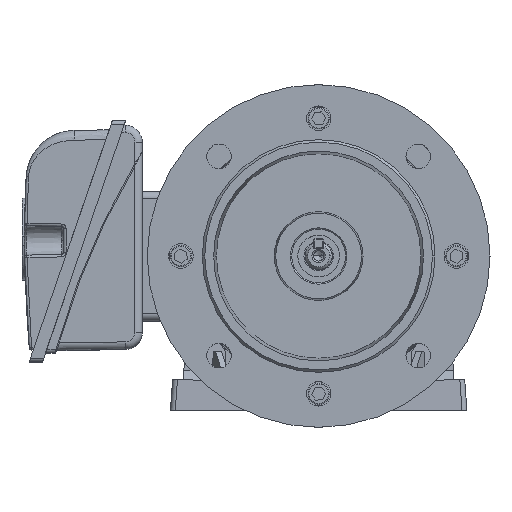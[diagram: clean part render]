
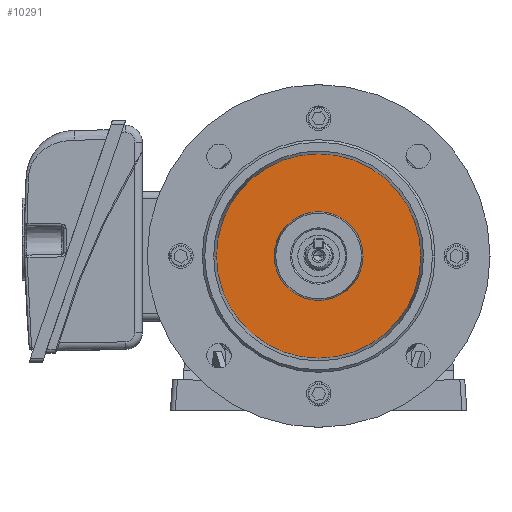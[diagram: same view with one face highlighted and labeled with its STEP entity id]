
A CAD part, top view. The second image highlights one B-rep face of the part: STEP entity #10291.
In plain terms, the highlighted face is planar.
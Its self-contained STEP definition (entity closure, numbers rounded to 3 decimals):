
#114 = EDGE_LOOP ( 'NONE', ( #29034, #38956 ) ) ;
#1610 = VERTEX_POINT ( 'NONE', #24606 ) ;
#2923 = VERTEX_POINT ( 'NONE', #39914 ) ;
#3194 = EDGE_CURVE ( 'NONE', #9658, #1610, #22526, .T. ) ;
#3807 = ORIENTED_EDGE ( 'NONE', *, *, #16142, .F. ) ;
#4128 = CARTESIAN_POINT ( 'NONE',  ( -18.117, 0., -3.501 ) ) ;
#4129 = CIRCLE ( 'NONE', #47453, 41.735 ) ;
#4244 = PLANE ( 'NONE',  #13357 ) ;
#4892 = CARTESIAN_POINT ( 'NONE',  ( 0., 0., -3.501 ) ) ;
#5064 = AXIS2_PLACEMENT_3D ( 'NONE', #50213, #54572, #28631 ) ;
#5311 = DIRECTION ( 'NONE',  ( 1., 0., 0. ) ) ;
#8603 = CARTESIAN_POINT ( 'NONE',  ( 0., 18.117, -3.501 ) ) ;
#9610 = DIRECTION ( 'NONE',  ( 1., 0., 0. ) ) ;
#9658 = VERTEX_POINT ( 'NONE', #4128 ) ;
#9761 = EDGE_CURVE ( 'NONE', #1610, #9658, #40434, .T. ) ;
#10291 = ADVANCED_FACE ( 'NONE', ( #35668, #24024 ), #4244, .F. ) ;
#13357 = AXIS2_PLACEMENT_3D ( 'NONE', #8603, #34550, #48146 ) ;
#16142 = EDGE_CURVE ( 'NONE', #25956, #2923, #33994, .T. ) ;
#16611 = AXIS2_PLACEMENT_3D ( 'NONE', #4892, #22404, #9610 ) ;
#22404 = DIRECTION ( 'NONE',  ( 0., 0., 1. ) ) ;
#22526 = CIRCLE ( 'NONE', #5064, 18.117 ) ;
#23024 = CARTESIAN_POINT ( 'NONE',  ( 0., 0., -3.501 ) ) ;
#24024 = FACE_BOUND ( 'NONE', #114, .T. ) ;
#24606 = CARTESIAN_POINT ( 'NONE',  ( 18.117, 0., -3.501 ) ) ;
#25329 = AXIS2_PLACEMENT_3D ( 'NONE', #23024, #52566, #5311 ) ;
#25956 = VERTEX_POINT ( 'NONE', #55597 ) ;
#27416 = EDGE_CURVE ( 'NONE', #2923, #25956, #4129, .T. ) ;
#28631 = DIRECTION ( 'NONE',  ( 1., 0., 0. ) ) ;
#29034 = ORIENTED_EDGE ( 'NONE', *, *, #9761, .T. ) ;
#29691 = DIRECTION ( 'NONE',  ( 1., 0., 0. ) ) ;
#30066 = EDGE_LOOP ( 'NONE', ( #3807, #43528 ) ) ;
#33994 = CIRCLE ( 'NONE', #25329, 41.735 ) ;
#34067 = DIRECTION ( 'NONE',  ( 0., 0., 1. ) ) ;
#34550 = DIRECTION ( 'NONE',  ( 0., 0., 1. ) ) ;
#35668 = FACE_OUTER_BOUND ( 'NONE', #30066, .T. ) ;
#38956 = ORIENTED_EDGE ( 'NONE', *, *, #3194, .T. ) ;
#39914 = CARTESIAN_POINT ( 'NONE',  ( 41.735, 0., -3.501 ) ) ;
#40434 = CIRCLE ( 'NONE', #16611, 18.117 ) ;
#43336 = CARTESIAN_POINT ( 'NONE',  ( 0., 0., -3.501 ) ) ;
#43528 = ORIENTED_EDGE ( 'NONE', *, *, #27416, .F. ) ;
#47453 = AXIS2_PLACEMENT_3D ( 'NONE', #43336, #34067, #29691 ) ;
#48146 = DIRECTION ( 'NONE',  ( 1., 0., 0. ) ) ;
#50213 = CARTESIAN_POINT ( 'NONE',  ( 0., 0., -3.501 ) ) ;
#52566 = DIRECTION ( 'NONE',  ( 0., 0., 1. ) ) ;
#54572 = DIRECTION ( 'NONE',  ( 0., 0., 1. ) ) ;
#55597 = CARTESIAN_POINT ( 'NONE',  ( -41.735, 0., -3.501 ) ) ;
